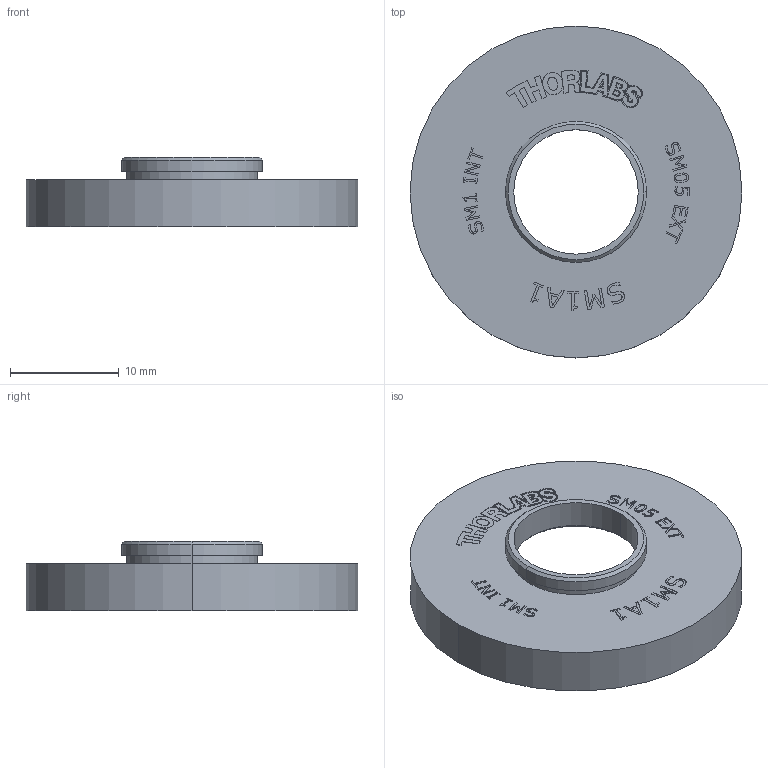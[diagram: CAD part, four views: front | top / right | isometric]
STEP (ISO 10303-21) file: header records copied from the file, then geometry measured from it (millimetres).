
FILE_DESCRIPTION (( 'STEP AP214' ), '1' );
FILE_NAME ('1691-E0W.STEP', '2015-10-22T14:37:17', ( 'admin' ), ( '' ), 'SwSTEP 2.0', 'SolidWorks 2014', '' );
FILE_SCHEMA (( 'AUTOMOTIVE_DESIGN' ));
Length unit declared in the file: millimetre
Products named in the file (1): 1691-E0W
Bounding box: 30.48 x 30.48 x 6.35 mm (x, y, z)
Volume: 1260.4 mm3; surface area: 2237.9 mm2
Topology: 1 solids, 1 shells, 435 faces, 1176 edges, 782 vertices
Faces by surface type: plane 231, bspline 186, cylinder 12, cone 6
Entity records: 23515 total; most frequent: CARTESIAN_POINT 8996, ORIENTED_EDGE 2352, DIRECTION 1334, EDGE_CURVE 1176, VERTEX_POINT 782, VECTOR 774, LINE 774, EDGE_LOOP 476
